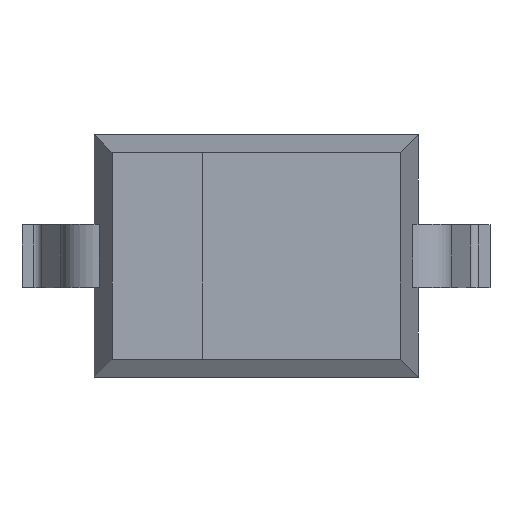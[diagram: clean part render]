
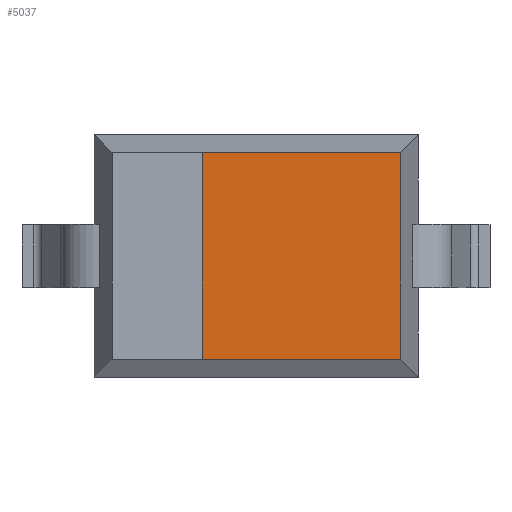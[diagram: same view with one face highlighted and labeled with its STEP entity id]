
A CAD part, top view. The second image highlights one B-rep face of the part: STEP entity #5037.
In plain terms, the highlighted planar face has unit normal (0, 0, 1).
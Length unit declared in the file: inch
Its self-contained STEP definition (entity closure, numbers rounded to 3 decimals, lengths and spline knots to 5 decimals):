
#112 = B_SPLINE_SURFACE_WITH_KNOTS('',1,1,(
    (#113,#114)
    ,(#115,#116
  )),.UNSPECIFIED.,.F.,.F.,.F.,(2,2),(2,2),(0.,1.8),(0.,1.),
  .PIECEWISE_BEZIER_KNOTS.);
#113 = CARTESIAN_POINT('',(-0.03543,0.02657,
    0.02756));
#114 = CARTESIAN_POINT('',(-0.0315,0.02264,
    0.04341));
#115 = CARTESIAN_POINT('',(0.03543,0.02657,
    0.02756));
#116 = CARTESIAN_POINT('',(0.0315,0.02264,
    0.04341));
#265 = B_SPLINE_SURFACE_WITH_KNOTS('',1,1,(
    (#266,#267)
    ,(#268,#269
    )),.UNSPECIFIED.,.F.,.F.,.F.,(2,2),(2,2),(0.,1.35),(0.,1.),
  .PIECEWISE_BEZIER_KNOTS.);
#266 = CARTESIAN_POINT('',(0.03543,0.02657,
    0.02756));
#267 = CARTESIAN_POINT('',(0.0315,0.02264,
    0.04341));
#268 = CARTESIAN_POINT('',(0.03543,-0.02657,
    0.02756));
#269 = CARTESIAN_POINT('',(0.0315,-0.02264,
    0.04341));
#1269 = VERTEX_POINT('',#1270);
#1270 = CARTESIAN_POINT('',(0.0315,0.02264,
    0.04341));
#1290 = EDGE_CURVE('',#1291,#1269,#1293,.T.);
#1291 = VERTEX_POINT('',#1292);
#1292 = CARTESIAN_POINT('',(-0.01181,0.02264,
    0.04341));
#1293 = SURFACE_CURVE('',#1294,(#1298,#1304),.PCURVE_S1.);
#1294 = LINE('',#1295,#1296);
#1295 = CARTESIAN_POINT('',(-0.0315,0.02264,
    0.04341));
#1296 = VECTOR('',#1297,0.03937);
#1297 = DIRECTION('',(1.,0.,0.));
#1298 = PCURVE('',#112,#1299);
#1299 = DEFINITIONAL_REPRESENTATION('',(#1300),#1303);
#1300 = B_SPLINE_CURVE_WITH_KNOTS('',1,(#1301,#1302),.UNSPECIFIED.,.F.,
  .F.,(2,2),(0.,1.6),.PIECEWISE_BEZIER_KNOTS.);
#1301 = CARTESIAN_POINT('',(0.,1.));
#1302 = CARTESIAN_POINT('',(1.8,1.));
#1303 = ( GEOMETRIC_REPRESENTATION_CONTEXT(2) 
PARAMETRIC_REPRESENTATION_CONTEXT() REPRESENTATION_CONTEXT('2D SPACE',''
  ) );
#1304 = PCURVE('',#1305,#1310);
#1305 = PLANE('',#1306);
#1306 = AXIS2_PLACEMENT_3D('',#1307,#1308,#1309);
#1307 = CARTESIAN_POINT('',(-0.0315,0.02264,
    0.04341));
#1308 = DIRECTION('',(0.,0.,1.));
#1309 = DIRECTION('',(0.812,-0.584,0.));
#1310 = DEFINITIONAL_REPRESENTATION('',(#1311),#1315);
#1311 = LINE('',#1312,#1313);
#1312 = CARTESIAN_POINT('',(0.,0.));
#1313 = VECTOR('',#1314,1.);
#1314 = DIRECTION('',(0.812,0.584));
#1315 = ( GEOMETRIC_REPRESENTATION_CONTEXT(2) 
PARAMETRIC_REPRESENTATION_CONTEXT() REPRESENTATION_CONTEXT('2D SPACE',''
  ) );
#2426 = B_SPLINE_SURFACE_WITH_KNOTS('',1,1,(
    (#2427,#2428)
    ,(#2429,#2430
    )),.UNSPECIFIED.,.F.,.F.,.F.,(2,2),(2,2),(0.,1.8),(0.,1.),
  .PIECEWISE_BEZIER_KNOTS.);
#2427 = CARTESIAN_POINT('',(0.03543,-0.02657,
    0.02756));
#2428 = CARTESIAN_POINT('',(0.0315,-0.02264,
    0.04341));
#2429 = CARTESIAN_POINT('',(-0.03543,-0.02657,
    0.02756));
#2430 = CARTESIAN_POINT('',(-0.0315,-0.02264,
    0.04341));
#3400 = VERTEX_POINT('',#3401);
#3401 = CARTESIAN_POINT('',(0.0315,-0.02264,
    0.04341));
#3421 = EDGE_CURVE('',#1269,#3400,#3422,.T.);
#3422 = SURFACE_CURVE('',#3423,(#3427,#3433),.PCURVE_S1.);
#3423 = LINE('',#3424,#3425);
#3424 = CARTESIAN_POINT('',(0.0315,0.02264,
    0.04341));
#3425 = VECTOR('',#3426,0.03937);
#3426 = DIRECTION('',(0.,-1.,0.));
#3427 = PCURVE('',#265,#3428);
#3428 = DEFINITIONAL_REPRESENTATION('',(#3429),#3432);
#3429 = B_SPLINE_CURVE_WITH_KNOTS('',1,(#3430,#3431),.UNSPECIFIED.,.F.,
  .F.,(2,2),(0.,1.15),.PIECEWISE_BEZIER_KNOTS.);
#3430 = CARTESIAN_POINT('',(0.,1.));
#3431 = CARTESIAN_POINT('',(1.35,1.));
#3432 = ( GEOMETRIC_REPRESENTATION_CONTEXT(2) 
PARAMETRIC_REPRESENTATION_CONTEXT() REPRESENTATION_CONTEXT('2D SPACE',''
  ) );
#3433 = PCURVE('',#1305,#3434);
#3434 = DEFINITIONAL_REPRESENTATION('',(#3435),#3439);
#3435 = LINE('',#3436,#3437);
#3436 = CARTESIAN_POINT('',(0.051,0.037));
#3437 = VECTOR('',#3438,1.);
#3438 = DIRECTION('',(0.584,-0.812));
#3439 = ( GEOMETRIC_REPRESENTATION_CONTEXT(2) 
PARAMETRIC_REPRESENTATION_CONTEXT() REPRESENTATION_CONTEXT('2D SPACE',''
  ) );
#5025 = PLANE('',#5026);
#5026 = AXIS2_PLACEMENT_3D('',#5027,#5028,#5029);
#5027 = CARTESIAN_POINT('',(-0.01181,0.02264,
    0.04341));
#5028 = DIRECTION('',(1.,0.,0.));
#5029 = DIRECTION('',(0.,-1.,0.));
#5037 = ADVANCED_FACE('',(#5038),#1305,.T.);
#5038 = FACE_BOUND('',#5039,.T.);
#5039 = EDGE_LOOP('',(#5040,#5041,#5064,#5084));
#5040 = ORIENTED_EDGE('',*,*,#1290,.F.);
#5041 = ORIENTED_EDGE('',*,*,#5042,.T.);
#5042 = EDGE_CURVE('',#1291,#5043,#5045,.T.);
#5043 = VERTEX_POINT('',#5044);
#5044 = CARTESIAN_POINT('',(-0.01181,-0.02264,
    0.04341));
#5045 = SURFACE_CURVE('',#5046,(#5050,#5057),.PCURVE_S1.);
#5046 = LINE('',#5047,#5048);
#5047 = CARTESIAN_POINT('',(-0.01181,0.02264,
    0.04341));
#5048 = VECTOR('',#5049,0.03937);
#5049 = DIRECTION('',(0.,-1.,0.));
#5050 = PCURVE('',#1305,#5051);
#5051 = DEFINITIONAL_REPRESENTATION('',(#5052),#5056);
#5052 = LINE('',#5053,#5054);
#5053 = CARTESIAN_POINT('',(0.016,0.011));
#5054 = VECTOR('',#5055,1.);
#5055 = DIRECTION('',(0.584,-0.812));
#5056 = ( GEOMETRIC_REPRESENTATION_CONTEXT(2) 
PARAMETRIC_REPRESENTATION_CONTEXT() REPRESENTATION_CONTEXT('2D SPACE',''
  ) );
#5057 = PCURVE('',#5025,#5058);
#5058 = DEFINITIONAL_REPRESENTATION('',(#5059),#5063);
#5059 = LINE('',#5060,#5061);
#5060 = CARTESIAN_POINT('',(0.,0.));
#5061 = VECTOR('',#5062,1.);
#5062 = DIRECTION('',(1.,0.));
#5063 = ( GEOMETRIC_REPRESENTATION_CONTEXT(2) 
PARAMETRIC_REPRESENTATION_CONTEXT() REPRESENTATION_CONTEXT('2D SPACE',''
  ) );
#5064 = ORIENTED_EDGE('',*,*,#5065,.F.);
#5065 = EDGE_CURVE('',#3400,#5043,#5066,.T.);
#5066 = SURFACE_CURVE('',#5067,(#5071,#5078),.PCURVE_S1.);
#5067 = LINE('',#5068,#5069);
#5068 = CARTESIAN_POINT('',(0.0315,-0.02264,
    0.04341));
#5069 = VECTOR('',#5070,0.03937);
#5070 = DIRECTION('',(-1.,0.,0.));
#5071 = PCURVE('',#1305,#5072);
#5072 = DEFINITIONAL_REPRESENTATION('',(#5073),#5077);
#5073 = LINE('',#5074,#5075);
#5074 = CARTESIAN_POINT('',(0.078,0.));
#5075 = VECTOR('',#5076,1.);
#5076 = DIRECTION('',(-0.812,-0.584));
#5077 = ( GEOMETRIC_REPRESENTATION_CONTEXT(2) 
PARAMETRIC_REPRESENTATION_CONTEXT() REPRESENTATION_CONTEXT('2D SPACE',''
  ) );
#5078 = PCURVE('',#2426,#5079);
#5079 = DEFINITIONAL_REPRESENTATION('',(#5080),#5083);
#5080 = B_SPLINE_CURVE_WITH_KNOTS('',1,(#5081,#5082),.UNSPECIFIED.,.F.,
  .F.,(2,2),(0.,1.6),.PIECEWISE_BEZIER_KNOTS.);
#5081 = CARTESIAN_POINT('',(0.,1.));
#5082 = CARTESIAN_POINT('',(1.8,1.));
#5083 = ( GEOMETRIC_REPRESENTATION_CONTEXT(2) 
PARAMETRIC_REPRESENTATION_CONTEXT() REPRESENTATION_CONTEXT('2D SPACE',''
  ) );
#5084 = ORIENTED_EDGE('',*,*,#3421,.F.);
